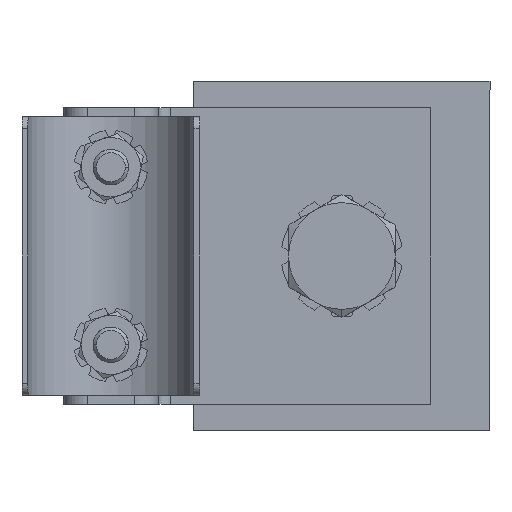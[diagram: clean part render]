
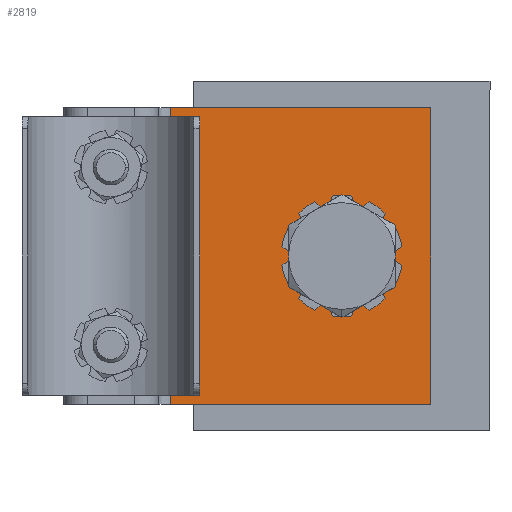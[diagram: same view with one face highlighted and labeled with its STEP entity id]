
A CAD part, front view. The second image highlights one B-rep face of the part: STEP entity #2819.
In plain terms, the highlighted planar face has unit normal (0, -1, 0).
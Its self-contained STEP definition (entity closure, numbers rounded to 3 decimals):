
#135 = VERTEX_POINT ( 'NONE', #549 ) ;
#174 = EDGE_LOOP ( 'NONE', ( #9221, #9156, #564, #8709 ) ) ;
#266 = EDGE_CURVE ( 'NONE', #9724, #7427, #6292, .T. ) ;
#385 = CARTESIAN_POINT ( 'NONE',  ( 42.245, 40.114, 64.308 ) ) ;
#549 = CARTESIAN_POINT ( 'NONE',  ( 57.245, 40.114, 89.308 ) ) ;
#564 = ORIENTED_EDGE ( 'NONE', *, *, #6200, .T. ) ;
#623 = DIRECTION ( 'NONE',  ( -1., 0., 0. ) ) ;
#677 = CIRCLE ( 'NONE', #3572, 6.5 ) ;
#1226 = EDGE_CURVE ( 'NONE', #9089, #9313, #8407, .T. ) ;
#1437 = AXIS2_PLACEMENT_3D ( 'NONE', #10023, #5317, #623 ) ;
#2025 = LINE ( 'NONE', #8590, #6215 ) ;
#2118 = AXIS2_PLACEMENT_3D ( 'NONE', #385, #9791, #7484 ) ;
#2288 = EDGE_CURVE ( 'NONE', #135, #5980, #2490, .T. ) ;
#2490 = LINE ( 'NONE', #7303, #6695 ) ;
#2819 = ADVANCED_FACE ( 'NONE', ( #8521, #6681 ), #8470, .F. ) ;
#2952 = DIRECTION ( 'NONE',  ( 0., 0., -1. ) ) ;
#3127 = EDGE_LOOP ( 'NONE', ( #3509, #5966 ) ) ;
#3509 = ORIENTED_EDGE ( 'NONE', *, *, #266, .T. ) ;
#3572 = AXIS2_PLACEMENT_3D ( 'NONE', #8328, #3607, #9104 ) ;
#3607 = DIRECTION ( 'NONE',  ( 0., 1., 0. ) ) ;
#4081 = CARTESIAN_POINT ( 'NONE',  ( 57.245, 40.114, 89.308 ) ) ;
#4164 = DIRECTION ( 'NONE',  ( 0., 0., -1. ) ) ;
#5317 = DIRECTION ( 'NONE',  ( 0., 1., 0. ) ) ;
#5424 = CARTESIAN_POINT ( 'NONE',  ( 13.245, 40.114, 89.308 ) ) ;
#5548 = CARTESIAN_POINT ( 'NONE',  ( 42.245, 40.114, 70.808 ) ) ;
#5818 = CARTESIAN_POINT ( 'NONE',  ( 13.245, 40.114, 39.308 ) ) ;
#5966 = ORIENTED_EDGE ( 'NONE', *, *, #9976, .T. ) ;
#5980 = VERTEX_POINT ( 'NONE', #9783 ) ;
#6200 = EDGE_CURVE ( 'NONE', #9313, #5980, #2025, .T. ) ;
#6215 = VECTOR ( 'NONE', #7016, 1000. ) ;
#6292 = CIRCLE ( 'NONE', #2118, 6.5 ) ;
#6310 = VECTOR ( 'NONE', #2952, 1000. ) ;
#6681 = FACE_OUTER_BOUND ( 'NONE', #174, .T. ) ;
#6695 = VECTOR ( 'NONE', #4164, 1000. ) ;
#7016 = DIRECTION ( 'NONE',  ( 1., 0., 0. ) ) ;
#7303 = CARTESIAN_POINT ( 'NONE',  ( 57.245, 40.114, 89.308 ) ) ;
#7427 = VERTEX_POINT ( 'NONE', #9820 ) ;
#7484 = DIRECTION ( 'NONE',  ( -1., 0., 0. ) ) ;
#7662 = CARTESIAN_POINT ( 'NONE',  ( 13.245, 40.114, 39.308 ) ) ;
#7926 = VECTOR ( 'NONE', #9597, 1000. ) ;
#8328 = CARTESIAN_POINT ( 'NONE',  ( 42.245, 40.114, 64.308 ) ) ;
#8407 = LINE ( 'NONE', #7662, #6310 ) ;
#8470 = PLANE ( 'NONE',  #1437 ) ;
#8521 = FACE_BOUND ( 'NONE', #3127, .T. ) ;
#8590 = CARTESIAN_POINT ( 'NONE',  ( 57.245, 40.114, 39.308 ) ) ;
#8709 = ORIENTED_EDGE ( 'NONE', *, *, #2288, .F. ) ;
#9089 = VERTEX_POINT ( 'NONE', #5424 ) ;
#9104 = DIRECTION ( 'NONE',  ( -1., 0., 0. ) ) ;
#9156 = ORIENTED_EDGE ( 'NONE', *, *, #1226, .T. ) ;
#9221 = ORIENTED_EDGE ( 'NONE', *, *, #9808, .F. ) ;
#9313 = VERTEX_POINT ( 'NONE', #5818 ) ;
#9597 = DIRECTION ( 'NONE',  ( 1., 0., 0. ) ) ;
#9724 = VERTEX_POINT ( 'NONE', #5548 ) ;
#9783 = CARTESIAN_POINT ( 'NONE',  ( 57.245, 40.114, 39.308 ) ) ;
#9791 = DIRECTION ( 'NONE',  ( 0., 1., 0. ) ) ;
#9808 = EDGE_CURVE ( 'NONE', #9089, #135, #10005, .T. ) ;
#9820 = CARTESIAN_POINT ( 'NONE',  ( 42.245, 40.114, 57.808 ) ) ;
#9976 = EDGE_CURVE ( 'NONE', #7427, #9724, #677, .T. ) ;
#10005 = LINE ( 'NONE', #4081, #7926 ) ;
#10023 = CARTESIAN_POINT ( 'NONE',  ( 57.245, 40.114, 89.308 ) ) ;
